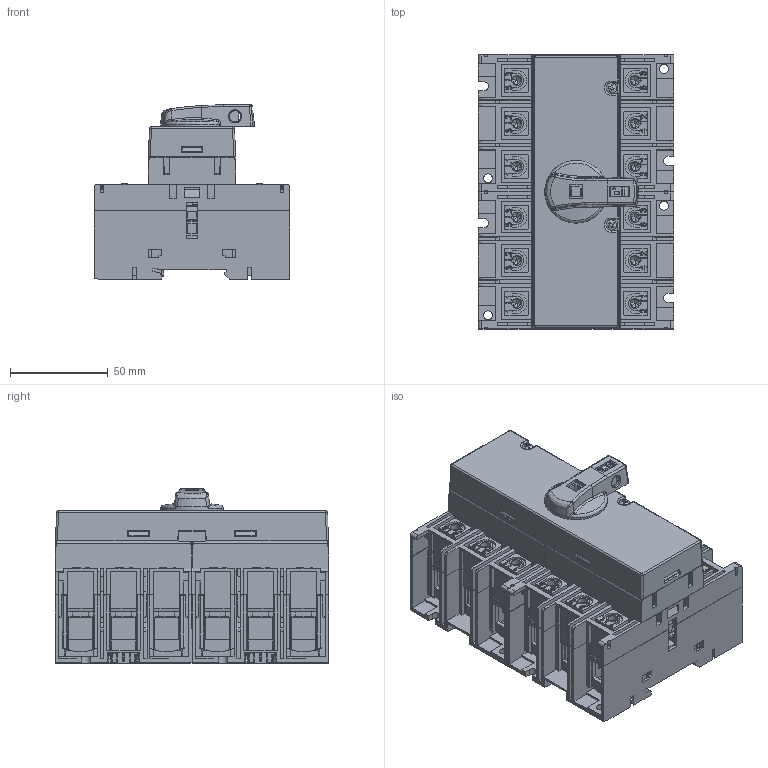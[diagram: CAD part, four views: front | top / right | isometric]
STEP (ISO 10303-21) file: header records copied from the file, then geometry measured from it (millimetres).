
FILE_DESCRIPTION(/* description */ (''),/* implementation_level */ '2;1');
FILE_NAME(/* name */ 'FILE_STP_CAD_DRAWING_3d-GA080-160ET6_prt.stp',/* time_stamp */ '2022-01-24T08:28:49+01:00',/* author */ (''),/* organization */ (''),/* preprocessor_version */ 'ST-DEVELOPER v16.7',/* originating_system */ 'SIEMENS PLM Software NX 12.0',/* authorisation */ '');
FILE_SCHEMA (('AUTOMOTIVE_DESIGN { 1 0 10303 214 3 1 1 1 }'));
Products named in the file (1): 3d-GA080-160ET6
Bounding box: 100 x 140 x 89.31 mm (x, y, z)
Surface area: 228081.3 mm2 (no closed solid volume)
Topology: 0 solids, 89 shells, 5179 faces, 18341 edges, 13322 vertices
Faces by surface type: plane 3899, cylinder 719, bspline 287, cone 201, torus 53, sphere 20
Full cylindrical faces by diameter (mm): 1.8 x8, 2 x2, 2.2 x5, 2.4 x3, 2.5 x2, 3 x2, 3.1 x1, 3.4 x1, 3.6 x2, 4.6 x4, 5.15 x12, 5.4 x2, 5.6 x2, 5.8 x2, 5.9 x9, 6 x8, 6.81 x11, 8 x19, 8.3 x11, 9 x11, 9.2 x8, 9.5 x8
Entity records: 208289 total; most frequent: CARTESIAN_POINT 54854, ORIENTED_EDGE 29478, DIRECTION 29361, EDGE_CURVE 18027, LINE 14345, VECTOR 14345, VERTEX_POINT 13265, AXIS2_PLACEMENT_3D 7508
